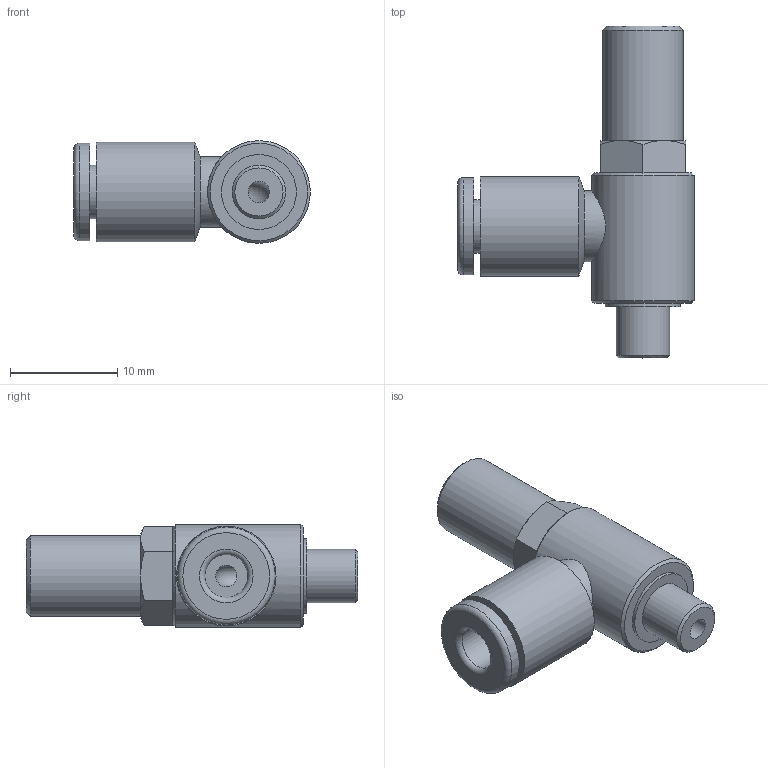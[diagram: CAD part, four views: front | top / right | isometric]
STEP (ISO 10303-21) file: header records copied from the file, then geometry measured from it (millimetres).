
FILE_DESCRIPTION(/* description */ (''),/* implementation_level */ '2;1');
FILE_NAME(/* name */ 'Flow Meter.ipt.step',/* time_stamp */ '2020-04-16T23:11:27-04:00',/* author */ ('Jordan'),/* organization */ (''),/* preprocessor_version */ 'ST-DEVELOPER v17',/* originating_system */ 'Autodesk Inventor 2019',/* authorisation */ '');
FILE_SCHEMA (('AUTOMOTIVE_DESIGN { 1 0 10303 214 3 1 1 }'));
Length unit declared in the file: millimetre
Products named in the file (1): Flow Meter
Bounding box: 22.1 x 31 x 9.6 mm (x, y, z)
Volume: 2191.1 mm3; surface area: 1682.9 mm2
Topology: 1 solids, 1 shells, 53 faces, 138 edges, 96 vertices
Faces by surface type: plane 25, cylinder 14, cone 11, torus 3
Full cylindrical faces by diameter (mm): 2 x2, 4 x1, 5 x2, 5.25 x1, 6.6 x1, 7 x1, 7.5 x1, 9.1 x1, 9.3 x1, 9.6 x1
Entity records: 1819 total; most frequent: CARTESIAN_POINT 382, DIRECTION 295, ORIENTED_EDGE 276, EDGE_CURVE 138, AXIS2_PLACEMENT_3D 129, VERTEX_POINT 96, CIRCLE 75, EDGE_LOOP 64
